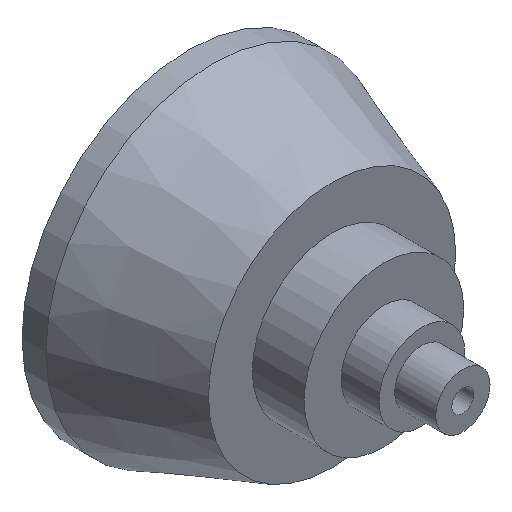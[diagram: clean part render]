
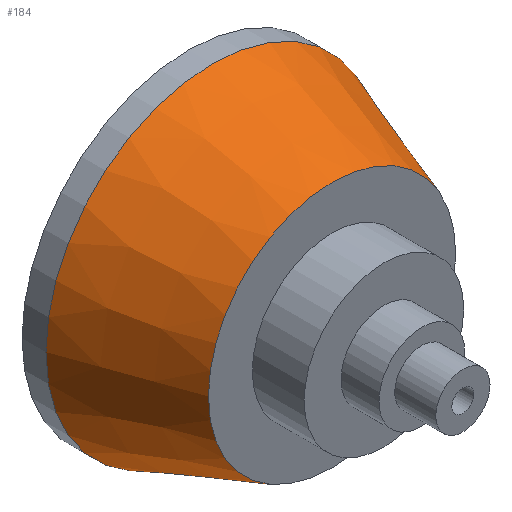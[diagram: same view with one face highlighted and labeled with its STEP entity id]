
A CAD part, isometric view. The second image highlights one B-rep face of the part: STEP entity #184.
In plain terms, the highlighted conical face has half-angle 19.714 degrees and reference radius 41.75 mm.
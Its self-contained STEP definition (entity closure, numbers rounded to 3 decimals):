
#16=CONICAL_SURFACE('',#231,41.75,0.344);
#37=FACE_OUTER_BOUND('',#54,.T.);
#54=EDGE_LOOP('',(#156,#157,#158,#159,#160));
#64=LINE('',#342,#72);
#72=VECTOR('',#289,41.75);
#84=CIRCLE('',#230,31.);
#85=CIRCLE('',#232,41.75);
#86=CIRCLE('',#233,41.75);
#98=VERTEX_POINT('',#338);
#99=VERTEX_POINT('',#341);
#100=VERTEX_POINT('',#343);
#118=EDGE_CURVE('',#98,#98,#84,.T.);
#119=EDGE_CURVE('',#98,#99,#64,.T.);
#120=EDGE_CURVE('',#100,#99,#85,.T.);
#121=EDGE_CURVE('',#99,#100,#86,.T.);
#156=ORIENTED_EDGE('',*,*,#118,.T.);
#157=ORIENTED_EDGE('',*,*,#119,.T.);
#158=ORIENTED_EDGE('',*,*,#120,.F.);
#159=ORIENTED_EDGE('',*,*,#121,.F.);
#160=ORIENTED_EDGE('',*,*,#119,.F.);
#184=ADVANCED_FACE('',(#37),#16,.T.);
#230=AXIS2_PLACEMENT_3D('',#339,#285,#286);
#231=AXIS2_PLACEMENT_3D('',#340,#287,#288);
#232=AXIS2_PLACEMENT_3D('',#344,#290,#291);
#233=AXIS2_PLACEMENT_3D('',#345,#292,#293);
#285=DIRECTION('center_axis',(0.,1.,0.));
#286=DIRECTION('ref_axis',(-1.,0.,0.));
#287=DIRECTION('center_axis',(0.,1.,0.));
#288=DIRECTION('ref_axis',(1.,0.,0.));
#289=DIRECTION('',(-0.337,0.941,0.));
#290=DIRECTION('center_axis',(0.,1.,0.));
#291=DIRECTION('ref_axis',(-1.,0.,0.));
#292=DIRECTION('center_axis',(0.,1.,0.));
#293=DIRECTION('ref_axis',(-1.,0.,0.));
#338=CARTESIAN_POINT('',(-31.,-30.,0.));
#339=CARTESIAN_POINT('Origin',(0.,-30.,0.));
#340=CARTESIAN_POINT('Origin',(0.,0.,0.));
#341=CARTESIAN_POINT('',(-41.75,0.,0.));
#342=CARTESIAN_POINT('',(-41.75,0.,0.));
#343=CARTESIAN_POINT('',(41.75,0.,0.));
#344=CARTESIAN_POINT('Origin',(0.,0.,0.));
#345=CARTESIAN_POINT('Origin',(0.,0.,0.));
